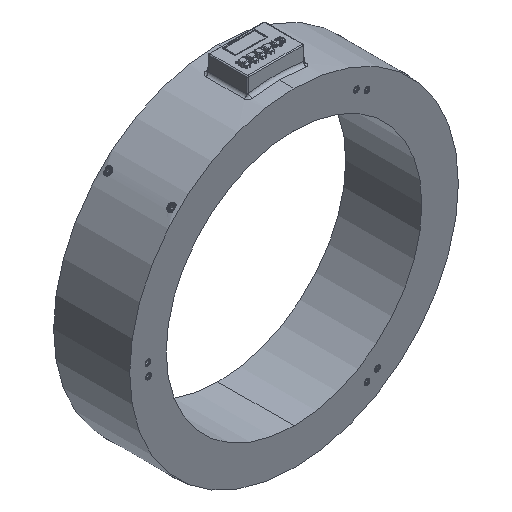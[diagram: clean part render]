
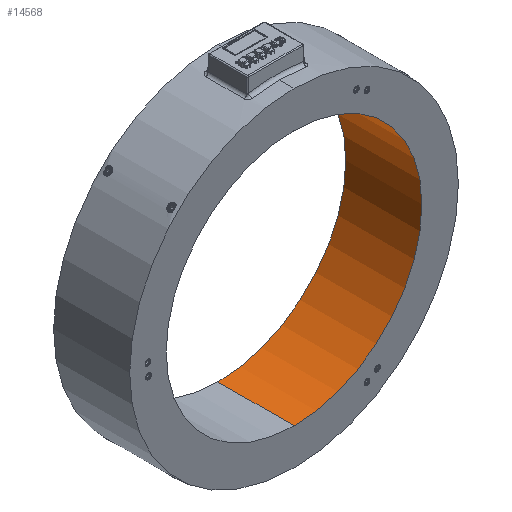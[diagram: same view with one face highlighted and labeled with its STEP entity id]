
A CAD part, isometric view. The second image highlights one B-rep face of the part: STEP entity #14568.
In plain terms, the highlighted cylindrical face has radius 420 mm (diameter 840 mm), a partial arc.
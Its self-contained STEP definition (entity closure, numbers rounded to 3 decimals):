
#1618 = CARTESIAN_POINT ( 'NONE',  ( 0., 125., -420. ) ) ;
#1651 = DIRECTION ( 'NONE',  ( 0., -1., 0. ) ) ;
#2555 = EDGE_LOOP ( 'NONE', ( #10064, #10059, #10042, #10076 ) ) ;
#3147 = CARTESIAN_POINT ( 'NONE',  ( 0., 125., -420. ) ) ;
#3171 = CARTESIAN_POINT ( 'NONE',  ( 0., -125., 420. ) ) ;
#3255 = CARTESIAN_POINT ( 'NONE',  ( 0., 125., 420. ) ) ;
#3257 = CARTESIAN_POINT ( 'NONE',  ( 0., -125., -420. ) ) ;
#4200 = VERTEX_POINT ( 'NONE', #3147 ) ;
#4205 = VERTEX_POINT ( 'NONE', #3171 ) ;
#4233 = VERTEX_POINT ( 'NONE', #3255 ) ;
#4244 = VERTEX_POINT ( 'NONE', #3257 ) ;
#5088 = FACE_OUTER_BOUND ( 'NONE', #2555, .T. ) ;
#5125 = CYLINDRICAL_SURFACE ( 'NONE', #12368, 420. ) ;
#6548 = DIRECTION ( 'NONE',  ( 0., -1., 0. ) ) ;
#6558 = CARTESIAN_POINT ( 'NONE',  ( 0., 125., 420. ) ) ;
#6650 = DIRECTION ( 'NONE',  ( 0., 0., 1. ) ) ;
#6657 = DIRECTION ( 'NONE',  ( 0., 1., 0. ) ) ;
#6674 = CARTESIAN_POINT ( 'NONE',  ( 0., 125., 0. ) ) ;
#6765 = CARTESIAN_POINT ( 'NONE',  ( 0., -125., 0. ) ) ;
#6792 = DIRECTION ( 'NONE',  ( 0., 1., 0. ) ) ;
#6799 = DIRECTION ( 'NONE',  ( 0., 0., 1. ) ) ;
#9028 = CARTESIAN_POINT ( 'NONE',  ( 0., 125., 0. ) ) ;
#9056 = DIRECTION ( 'NONE',  ( 0., 0., -1. ) ) ;
#9088 = DIRECTION ( 'NONE',  ( 0., -1., 0. ) ) ;
#10042 = ORIENTED_EDGE ( 'NONE', *, *, #16552, .T. ) ;
#10059 = ORIENTED_EDGE ( 'NONE', *, *, #16815, .T. ) ;
#10064 = ORIENTED_EDGE ( 'NONE', *, *, #16748, .F. ) ;
#10076 = ORIENTED_EDGE ( 'NONE', *, *, #16861, .F. ) ;
#12368 = AXIS2_PLACEMENT_3D ( 'NONE', #9028, #9088, #9056 ) ;
#14037 = CIRCLE ( 'NONE', #20146, 420. ) ;
#14069 = CIRCLE ( 'NONE', #20160, 420. ) ;
#14294 = VECTOR ( 'NONE', #1651, 1000. ) ;
#14306 = LINE ( 'NONE', #1618, #14294 ) ;
#14445 = VECTOR ( 'NONE', #6548, 1000. ) ;
#14454 = LINE ( 'NONE', #6558, #14445 ) ;
#14568 = ADVANCED_FACE ( 'NONE', ( #5088 ), #5125, .F. ) ;
#16552 = EDGE_CURVE ( 'NONE', #4200, #4244, #14306, .T. ) ;
#16748 = EDGE_CURVE ( 'NONE', #4233, #4205, #14454, .T. ) ;
#16815 = EDGE_CURVE ( 'NONE', #4233, #4200, #14037, .T. ) ;
#16861 = EDGE_CURVE ( 'NONE', #4205, #4244, #14069, .T. ) ;
#20146 = AXIS2_PLACEMENT_3D ( 'NONE', #6674, #6657, #6650 ) ;
#20160 = AXIS2_PLACEMENT_3D ( 'NONE', #6765, #6792, #6799 ) ;
